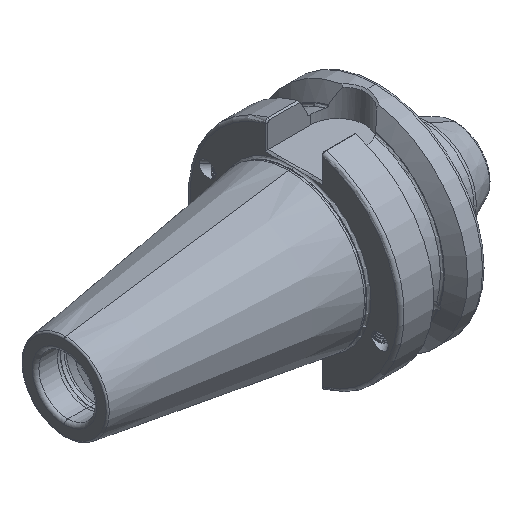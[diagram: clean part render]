
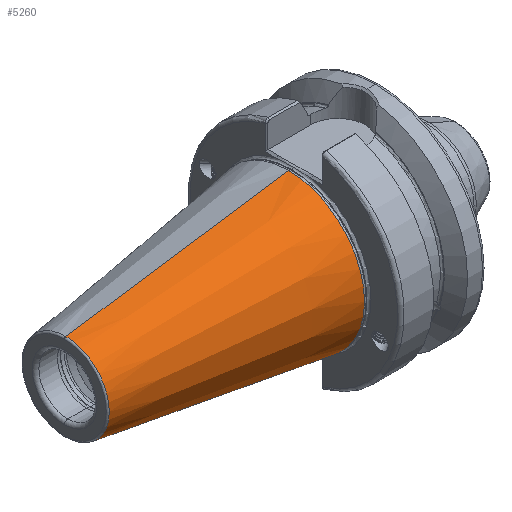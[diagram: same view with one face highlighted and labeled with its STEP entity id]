
A CAD part, isometric view. The second image highlights one B-rep face of the part: STEP entity #5260.
In plain terms, the highlighted conical face has half-angle 8.297 degrees and reference radius 22.298 mm.
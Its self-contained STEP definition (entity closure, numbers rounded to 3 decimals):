
#941 = EDGE_LOOP ( 'NONE', ( #2377, #2397, #2359, #2378 ) ) ;
#2359 = ORIENTED_EDGE ( 'NONE', *, *, #4100, .T. ) ;
#2377 = ORIENTED_EDGE ( 'NONE', *, *, #23567, .F. ) ;
#2378 = ORIENTED_EDGE ( 'NONE', *, *, #11446, .F. ) ;
#2397 = ORIENTED_EDGE ( 'NONE', *, *, #11399, .T. ) ;
#4100 = EDGE_CURVE ( 'NONE', #11993, #11880, #20206, .T. ) ;
#5260 = ADVANCED_FACE ( 'NONE', ( #20358 ), #20412, .T. ) ;
#7449 = DIRECTION ( 'NONE',  ( 0., 0., -1. ) ) ;
#7475 = CARTESIAN_POINT ( 'NONE',  ( -66.972, 0., 0. ) ) ;
#7505 = DIRECTION ( 'NONE',  ( 1., 0., 0. ) ) ;
#8019 = CARTESIAN_POINT ( 'NONE',  ( -1.5, 0., -22.298 ) ) ;
#8030 = CARTESIAN_POINT ( 'NONE',  ( -66.972, 0., 12.75 ) ) ;
#8044 = CARTESIAN_POINT ( 'NONE',  ( -66.972, 0., -12.75 ) ) ;
#8063 = CARTESIAN_POINT ( 'NONE',  ( -1.5, 0., 22.298 ) ) ;
#10251 = DIRECTION ( 'NONE',  ( 0., 0., -1. ) ) ;
#10276 = CARTESIAN_POINT ( 'NONE',  ( -1.5, 0., 0. ) ) ;
#10283 = DIRECTION ( 'NONE',  ( 1., 0., 0. ) ) ;
#11399 = EDGE_CURVE ( 'NONE', #11946, #11993, #20035, .T. ) ;
#11446 = EDGE_CURVE ( 'NONE', #11970, #11880, #20039, .T. ) ;
#11880 = VERTEX_POINT ( 'NONE', #8019 ) ;
#11946 = VERTEX_POINT ( 'NONE', #8030 ) ;
#11970 = VERTEX_POINT ( 'NONE', #8063 ) ;
#11993 = VERTEX_POINT ( 'NONE', #8044 ) ;
#14376 = AXIS2_PLACEMENT_3D ( 'NONE', #26538, #26553, #26515 ) ;
#14716 = VECTOR ( 'NONE', #25128, 1000. ) ;
#14740 = LINE ( 'NONE', #25102, #14716 ) ;
#20035 = CIRCLE ( 'NONE', #24791, 12.75 ) ;
#20039 = CIRCLE ( 'NONE', #24744, 22.298 ) ;
#20206 = LINE ( 'NONE', #22754, #20209 ) ;
#20209 = VECTOR ( 'NONE', #22733, 1000. ) ;
#20358 = FACE_OUTER_BOUND ( 'NONE', #941, .T. ) ;
#20412 = CONICAL_SURFACE ( 'NONE', #14376, 22.298, 0.145 ) ;
#22733 = DIRECTION ( 'NONE',  ( 0.99, 0., -0.144 ) ) ;
#22754 = CARTESIAN_POINT ( 'NONE',  ( -1.5, 0., -22.298 ) ) ;
#23567 = EDGE_CURVE ( 'NONE', #11946, #11970, #14740, .T. ) ;
#24744 = AXIS2_PLACEMENT_3D ( 'NONE', #10276, #10283, #10251 ) ;
#24791 = AXIS2_PLACEMENT_3D ( 'NONE', #7475, #7505, #7449 ) ;
#25102 = CARTESIAN_POINT ( 'NONE',  ( -1.5, 0., 22.298 ) ) ;
#25128 = DIRECTION ( 'NONE',  ( 0.99, 0., 0.144 ) ) ;
#26515 = DIRECTION ( 'NONE',  ( 0., 0., -1. ) ) ;
#26538 = CARTESIAN_POINT ( 'NONE',  ( -1.5, 0., 0. ) ) ;
#26553 = DIRECTION ( 'NONE',  ( 1., 0., 0. ) ) ;
